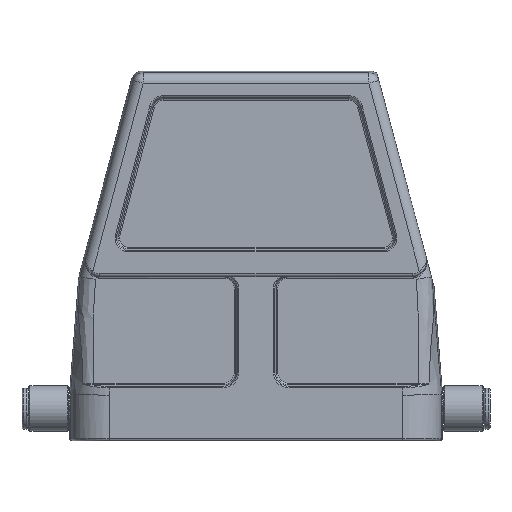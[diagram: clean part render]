
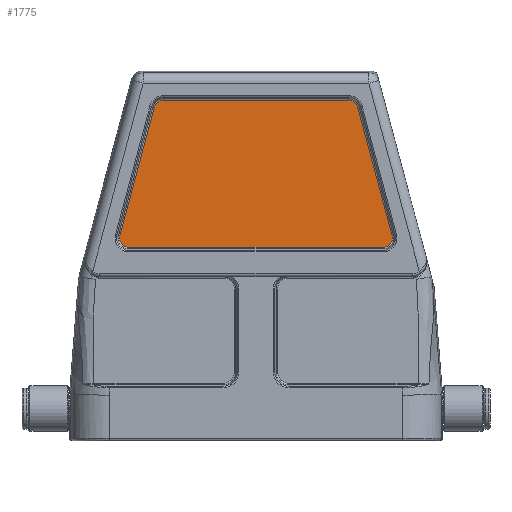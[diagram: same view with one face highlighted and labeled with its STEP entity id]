
A CAD part, front view. The second image highlights one B-rep face of the part: STEP entity #1775.
In plain terms, the highlighted planar face has unit normal (0, -1, 0).
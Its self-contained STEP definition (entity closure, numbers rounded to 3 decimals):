
#1306=CIRCLE('',#8756,1.835);
#1307=CIRCLE('',#8757,1.835);
#1308=CIRCLE('',#8758,1.835);
#1309=CIRCLE('',#8759,1.835);
#1579=PLANE('',#8760);
#1775=ADVANCED_FACE('',(#2273),#1579,.F.);
#2273=FACE_OUTER_BOUND('',#2701,.T.);
#2701=EDGE_LOOP('',(#4463,#4464,#4465,#4466,#4467,#4468,#4469,#4470));
#3292=LINE('',#14040,#3810);
#3293=LINE('',#14045,#3811);
#3294=LINE('',#14049,#3812);
#3295=LINE('',#14053,#3813);
#3810=VECTOR('',#9718,1.);
#3811=VECTOR('',#9721,1.);
#3812=VECTOR('',#9724,1.);
#3813=VECTOR('',#9727,1.);
#4463=ORIENTED_EDGE('',*,*,#7277,.T.);
#4464=ORIENTED_EDGE('',*,*,#7278,.T.);
#4465=ORIENTED_EDGE('',*,*,#7279,.T.);
#4466=ORIENTED_EDGE('',*,*,#7280,.T.);
#4467=ORIENTED_EDGE('',*,*,#7281,.T.);
#4468=ORIENTED_EDGE('',*,*,#7282,.T.);
#4469=ORIENTED_EDGE('',*,*,#7283,.T.);
#4470=ORIENTED_EDGE('',*,*,#7284,.T.);
#6576=VERTEX_POINT('',#14041);
#6577=VERTEX_POINT('',#14042);
#6578=VERTEX_POINT('',#14044);
#6579=VERTEX_POINT('',#14046);
#6580=VERTEX_POINT('',#14048);
#6581=VERTEX_POINT('',#14050);
#6582=VERTEX_POINT('',#14052);
#6583=VERTEX_POINT('',#14054);
#7277=EDGE_CURVE('',#6576,#6577,#3292,.T.);
#7278=EDGE_CURVE('',#6577,#6578,#1306,.T.);
#7279=EDGE_CURVE('',#6578,#6579,#3293,.T.);
#7280=EDGE_CURVE('',#6579,#6580,#1307,.T.);
#7281=EDGE_CURVE('',#6580,#6581,#3294,.T.);
#7282=EDGE_CURVE('',#6581,#6582,#1308,.T.);
#7283=EDGE_CURVE('',#6582,#6583,#3295,.T.);
#7284=EDGE_CURVE('',#6583,#6576,#1309,.T.);
#8756=AXIS2_PLACEMENT_3D('',#14043,#9719,#9720);
#8757=AXIS2_PLACEMENT_3D('',#14047,#9722,#9723);
#8758=AXIS2_PLACEMENT_3D('',#14051,#9725,#9726);
#8759=AXIS2_PLACEMENT_3D('',#14055,#9728,#9729);
#8760=AXIS2_PLACEMENT_3D('',#14056,#9730,#9731);
#9718=DIRECTION('',(-0.259,0.,0.966));
#9719=DIRECTION('',(0.,-1.,0.));
#9720=DIRECTION('',(0.,0.,1.));
#9721=DIRECTION('',(-1.,0.,0.));
#9722=DIRECTION('',(0.,-1.,0.));
#9723=DIRECTION('',(0.,0.,1.));
#9724=DIRECTION('',(-0.259,0.,-0.966));
#9725=DIRECTION('',(0.,-1.,0.));
#9726=DIRECTION('',(0.,0.,1.));
#9727=DIRECTION('',(1.,0.,0.));
#9728=DIRECTION('',(0.,-1.,0.));
#9729=DIRECTION('',(0.,0.,1.));
#9730=DIRECTION('',(0.,1.,0.));
#9731=DIRECTION('',(0.,0.,-1.));
#14040=CARTESIAN_POINT('',(19.8,-21.25,55.825));
#14041=CARTESIAN_POINT('',(26.498,-21.25,30.825));
#14042=CARTESIAN_POINT('',(19.8,-21.25,55.825));
#14043=CARTESIAN_POINT('',(18.027,-21.25,55.35));
#14044=CARTESIAN_POINT('',(18.027,-21.25,57.185));
#14045=CARTESIAN_POINT('',(-18.027,-21.25,57.185));
#14046=CARTESIAN_POINT('',(-18.027,-21.25,57.185));
#14047=CARTESIAN_POINT('',(-18.027,-21.25,55.35));
#14048=CARTESIAN_POINT('',(-19.8,-21.25,55.825));
#14049=CARTESIAN_POINT('',(-26.498,-21.25,30.825));
#14050=CARTESIAN_POINT('',(-26.498,-21.25,30.825));
#14051=CARTESIAN_POINT('',(-24.726,-21.25,30.35));
#14052=CARTESIAN_POINT('',(-24.726,-21.25,28.515));
#14053=CARTESIAN_POINT('',(24.726,-21.25,28.515));
#14054=CARTESIAN_POINT('',(24.726,-21.25,28.515));
#14055=CARTESIAN_POINT('',(24.726,-21.25,30.35));
#14056=CARTESIAN_POINT('',(18.027,-21.25,55.35));
